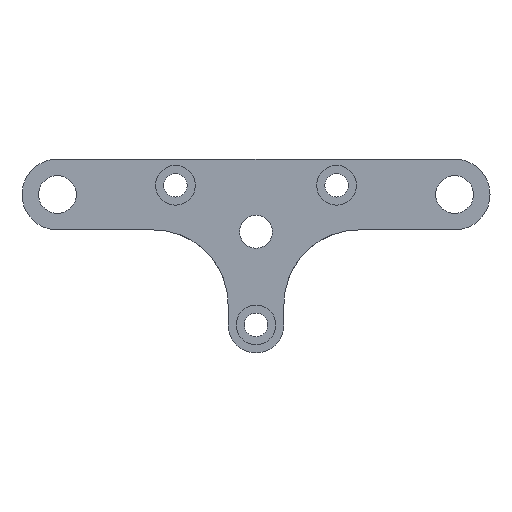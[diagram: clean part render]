
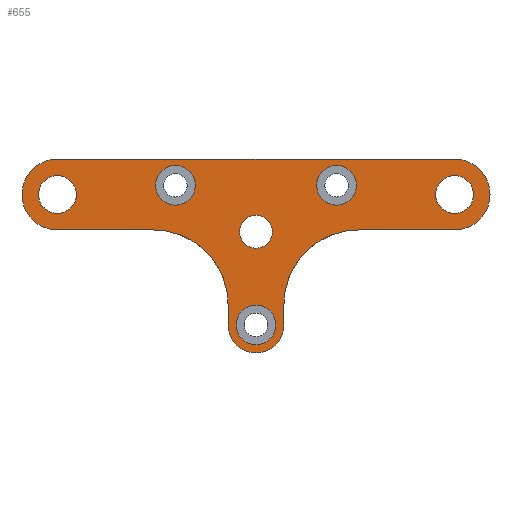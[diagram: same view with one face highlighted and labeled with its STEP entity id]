
A CAD part, front view. The second image highlights one B-rep face of the part: STEP entity #655.
In plain terms, the highlighted planar face has unit normal (0, -1, 0).
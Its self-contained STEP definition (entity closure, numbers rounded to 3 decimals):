
#33=FACE_BOUND('',#127,.T.);
#34=FACE_BOUND('',#128,.T.);
#35=FACE_BOUND('',#129,.T.);
#36=FACE_BOUND('',#130,.T.);
#37=FACE_BOUND('',#131,.T.);
#38=FACE_BOUND('',#132,.T.);
#49=PLANE('',#747);
#80=FACE_OUTER_BOUND('',#126,.T.);
#126=EDGE_LOOP('',(#553,#554,#555,#556,#557,#558,#559,#560,#561,#562,#563,
#564));
#127=EDGE_LOOP('',(#565));
#128=EDGE_LOOP('',(#566));
#129=EDGE_LOOP('',(#567));
#130=EDGE_LOOP('',(#568));
#131=EDGE_LOOP('',(#569));
#132=EDGE_LOOP('',(#570));
#165=LINE('',#1113,#211);
#168=LINE('',#1120,#214);
#174=LINE('',#1132,#220);
#176=LINE('',#1136,#222);
#178=LINE('',#1140,#224);
#179=LINE('',#1144,#225);
#180=LINE('',#1147,#226);
#211=VECTOR('',#906,10.);
#214=VECTOR('',#915,10.);
#220=VECTOR('',#931,10.);
#222=VECTOR('',#935,10.);
#224=VECTOR('',#939,10.);
#225=VECTOR('',#942,10.);
#226=VECTOR('',#945,10.);
#255=CIRCLE('',#707,6.);
#260=CIRCLE('',#716,1.325);
#263=CIRCLE('',#721,1.6);
#266=CIRCLE('',#726,1.6);
#269=CIRCLE('',#731,1.6);
#272=CIRCLE('',#736,6.);
#273=CIRCLE('',#739,2.25);
#274=CIRCLE('',#748,2.85);
#275=CIRCLE('',#749,2.85);
#276=CIRCLE('',#750,1.525);
#277=CIRCLE('',#751,1.525);
#307=VERTEX_POINT('',#1048);
#308=VERTEX_POINT('',#1050);
#314=VERTEX_POINT('',#1070);
#317=VERTEX_POINT('',#1079);
#320=VERTEX_POINT('',#1088);
#323=VERTEX_POINT('',#1097);
#326=VERTEX_POINT('',#1106);
#327=VERTEX_POINT('',#1108);
#328=VERTEX_POINT('',#1112);
#329=VERTEX_POINT('',#1116);
#330=VERTEX_POINT('',#1130);
#331=VERTEX_POINT('',#1135);
#332=VERTEX_POINT('',#1139);
#333=VERTEX_POINT('',#1141);
#334=VERTEX_POINT('',#1143);
#335=VERTEX_POINT('',#1145);
#336=VERTEX_POINT('',#1148);
#337=VERTEX_POINT('',#1150);
#371=EDGE_CURVE('',#308,#307,#255,.T.);
#382=EDGE_CURVE('',#314,#314,#260,.F.);
#386=EDGE_CURVE('',#317,#317,#263,.T.);
#390=EDGE_CURVE('',#320,#320,#266,.T.);
#394=EDGE_CURVE('',#323,#323,#269,.T.);
#398=EDGE_CURVE('',#327,#326,#272,.T.);
#400=EDGE_CURVE('',#328,#327,#165,.T.);
#402=EDGE_CURVE('',#329,#328,#273,.T.);
#404=EDGE_CURVE('',#307,#329,#168,.T.);
#410=EDGE_CURVE('',#326,#330,#174,.T.);
#412=EDGE_CURVE('',#331,#308,#176,.T.);
#414=EDGE_CURVE('',#330,#332,#178,.F.);
#415=EDGE_CURVE('',#332,#333,#274,.T.);
#416=EDGE_CURVE('',#333,#334,#179,.T.);
#417=EDGE_CURVE('',#334,#335,#275,.T.);
#418=EDGE_CURVE('',#335,#331,#180,.F.);
#419=EDGE_CURVE('',#336,#336,#276,.T.);
#420=EDGE_CURVE('',#337,#337,#277,.T.);
#553=ORIENTED_EDGE('',*,*,#410,.T.);
#554=ORIENTED_EDGE('',*,*,#414,.T.);
#555=ORIENTED_EDGE('',*,*,#415,.T.);
#556=ORIENTED_EDGE('',*,*,#416,.T.);
#557=ORIENTED_EDGE('',*,*,#417,.T.);
#558=ORIENTED_EDGE('',*,*,#418,.T.);
#559=ORIENTED_EDGE('',*,*,#412,.T.);
#560=ORIENTED_EDGE('',*,*,#371,.T.);
#561=ORIENTED_EDGE('',*,*,#404,.T.);
#562=ORIENTED_EDGE('',*,*,#402,.T.);
#563=ORIENTED_EDGE('',*,*,#400,.T.);
#564=ORIENTED_EDGE('',*,*,#398,.T.);
#565=ORIENTED_EDGE('',*,*,#382,.T.);
#566=ORIENTED_EDGE('',*,*,#386,.T.);
#567=ORIENTED_EDGE('',*,*,#390,.T.);
#568=ORIENTED_EDGE('',*,*,#394,.T.);
#569=ORIENTED_EDGE('',*,*,#419,.T.);
#570=ORIENTED_EDGE('',*,*,#420,.T.);
#655=ADVANCED_FACE('',(#80,#33,#34,#35,#36,#37,#38),#49,.T.);
#707=AXIS2_PLACEMENT_3D('',#1051,#833,#834);
#716=AXIS2_PLACEMENT_3D('',#1072,#857,#858);
#721=AXIS2_PLACEMENT_3D('',#1081,#868,#869);
#726=AXIS2_PLACEMENT_3D('',#1090,#879,#880);
#731=AXIS2_PLACEMENT_3D('',#1099,#890,#891);
#736=AXIS2_PLACEMENT_3D('',#1109,#901,#902);
#739=AXIS2_PLACEMENT_3D('',#1117,#910,#911);
#747=AXIS2_PLACEMENT_3D('',#1138,#937,#938);
#748=AXIS2_PLACEMENT_3D('',#1142,#940,#941);
#749=AXIS2_PLACEMENT_3D('',#1146,#943,#944);
#750=AXIS2_PLACEMENT_3D('',#1149,#946,#947);
#751=AXIS2_PLACEMENT_3D('',#1151,#948,#949);
#833=DIRECTION('center_axis',(0.,1.,0.));
#834=DIRECTION('ref_axis',(1.,0.,0.));
#857=DIRECTION('center_axis',(0.,-1.,0.));
#858=DIRECTION('ref_axis',(1.,0.,0.));
#868=DIRECTION('center_axis',(0.,1.,0.));
#869=DIRECTION('ref_axis',(1.,0.,0.));
#879=DIRECTION('center_axis',(0.,1.,0.));
#880=DIRECTION('ref_axis',(1.,0.,0.));
#890=DIRECTION('center_axis',(0.,1.,0.));
#891=DIRECTION('ref_axis',(1.,0.,0.));
#901=DIRECTION('center_axis',(0.,1.,0.));
#902=DIRECTION('ref_axis',(1.,0.,0.));
#906=DIRECTION('',(0.,0.,1.));
#910=DIRECTION('center_axis',(0.,-1.,0.));
#911=DIRECTION('ref_axis',(1.,0.,0.));
#915=DIRECTION('',(0.,0.,-1.));
#931=DIRECTION('',(1.,0.,0.));
#935=DIRECTION('',(1.,0.,0.));
#937=DIRECTION('center_axis',(0.,-1.,0.));
#938=DIRECTION('ref_axis',(1.,0.,0.));
#939=DIRECTION('',(-1.,0.,-0.016));
#940=DIRECTION('center_axis',(0.,-1.,0.));
#941=DIRECTION('ref_axis',(1.,0.,0.003));
#942=DIRECTION('',(-1.,0.,0.));
#943=DIRECTION('center_axis',(0.,-1.,0.));
#944=DIRECTION('ref_axis',(1.,0.,0.));
#945=DIRECTION('',(-1.,0.,0.016));
#946=DIRECTION('center_axis',(0.,1.,0.));
#947=DIRECTION('ref_axis',(1.,0.,0.));
#948=DIRECTION('center_axis',(0.,1.,0.));
#949=DIRECTION('ref_axis',(1.,0.,0.));
#1048=CARTESIAN_POINT('',(-12.25,21.45,57.758));
#1050=CARTESIAN_POINT('',(-18.25,21.45,63.758));
#1051=CARTESIAN_POINT('Origin',(-18.25,21.45,57.758));
#1070=CARTESIAN_POINT('',(-11.325,21.45,63.608));
#1072=CARTESIAN_POINT('Origin',(-10.,21.45,63.608));
#1079=CARTESIAN_POINT('',(-18.095,21.45,67.358));
#1081=CARTESIAN_POINT('Origin',(-16.495,21.45,67.358));
#1088=CARTESIAN_POINT('',(-5.105,21.45,67.358));
#1090=CARTESIAN_POINT('Origin',(-3.505,21.45,67.358));
#1097=CARTESIAN_POINT('',(-11.6,21.45,56.108));
#1099=CARTESIAN_POINT('Origin',(-10.,21.45,56.108));
#1106=CARTESIAN_POINT('',(-1.75,21.45,63.758));
#1108=CARTESIAN_POINT('',(-7.75,21.45,57.758));
#1109=CARTESIAN_POINT('Origin',(-1.75,21.45,57.758));
#1112=CARTESIAN_POINT('',(-7.75,21.45,56.108));
#1113=CARTESIAN_POINT('',(-7.75,21.45,59.858));
#1116=CARTESIAN_POINT('',(-12.25,21.45,56.108));
#1117=CARTESIAN_POINT('Origin',(-10.,21.45,56.108));
#1120=CARTESIAN_POINT('',(-12.25,21.45,60.683));
#1130=CARTESIAN_POINT('',(6.,21.45,63.758));
#1132=CARTESIAN_POINT('',(-5.001,21.45,63.758));
#1135=CARTESIAN_POINT('',(-26.,21.45,63.758));
#1136=CARTESIAN_POINT('',(-15.358,21.45,63.758));
#1138=CARTESIAN_POINT('Origin',(-10.,21.45,63.608));
#1139=CARTESIAN_POINT('',(6.045,21.45,63.759));
#1140=CARTESIAN_POINT('',(-1.977,21.45,63.632));
#1141=CARTESIAN_POINT('',(5.975,21.45,69.458));
#1142=CARTESIAN_POINT('Origin',(6.,21.45,66.608));
#1143=CARTESIAN_POINT('',(-25.975,21.45,69.458));
#1144=CARTESIAN_POINT('',(-11.999,21.45,69.458));
#1145=CARTESIAN_POINT('',(-26.045,21.45,63.759));
#1146=CARTESIAN_POINT('Origin',(-26.,21.45,66.608));
#1147=CARTESIAN_POINT('',(-16.415,21.45,63.607));
#1148=CARTESIAN_POINT('',(-27.525,21.45,66.608));
#1149=CARTESIAN_POINT('Origin',(-26.,21.45,66.608));
#1150=CARTESIAN_POINT('',(4.475,21.45,66.608));
#1151=CARTESIAN_POINT('Origin',(6.,21.45,66.608));
